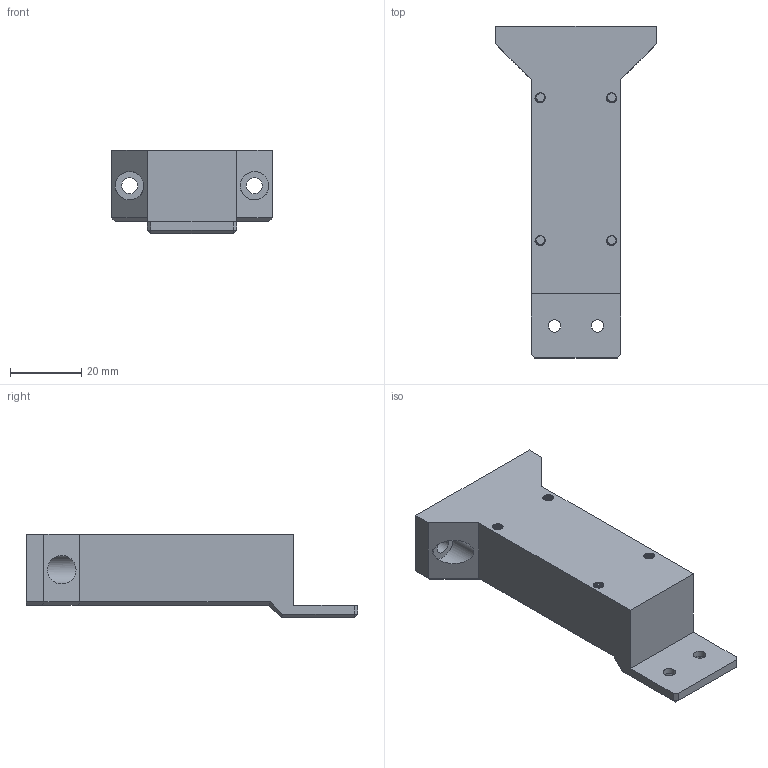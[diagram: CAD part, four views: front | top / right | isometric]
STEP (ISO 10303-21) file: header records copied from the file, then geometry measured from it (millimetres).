
FILE_DESCRIPTION(/* description */ (''),/* implementation_level */ '2;1');
FILE_NAME(/* name */ 'Base support.step',/* time_stamp */ '2024-11-17T18:32:09+01:00',/* author */ (''),/* organization */ (''),/* preprocessor_version */ 'ST-DEVELOPER v20',/* originating_system */ 'Autodesk Translation Framework v13.20.0.188',/* authorisation */ '');
FILE_SCHEMA (('AUTOMOTIVE_DESIGN { 1 0 10303 214 3 1 1 }'));
Length unit declared in the file: millimetre
Products named in the file (1): Support
Bounding box: 45 x 93 x 23.5 mm (x, y, z)
Volume: 42455.1 mm3; surface area: 10625.8 mm2
Topology: 1 solids, 1 shells, 221 faces, 621 edges, 408 vertices
Faces by surface type: cylinder 174, plane 35, bspline 8, cone 4
Full cylindrical faces by diameter (mm): 2.529 x40, 3.086 x20, 3.5 x2, 4.5 x2, 8 x2
Entity records: 16727 total; most frequent: CARTESIAN_POINT 11667, ORIENTED_EDGE 1242, DIRECTION 729, EDGE_CURVE 621, VERTEX_POINT 408, B_SPLINE_CURVE_WITH_KNOTS 352, AXIS2_PLACEMENT_3D 246, LINE 237
